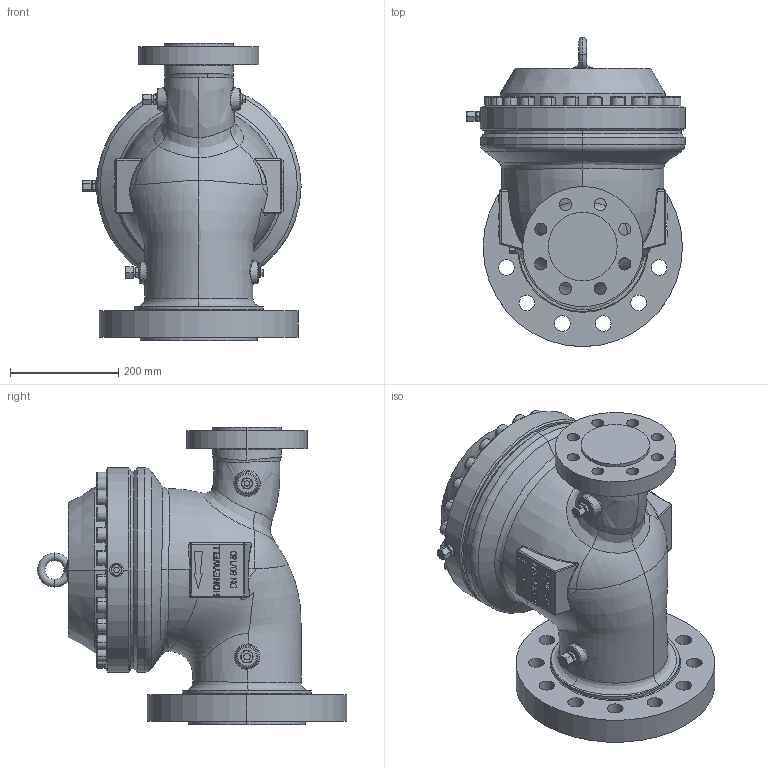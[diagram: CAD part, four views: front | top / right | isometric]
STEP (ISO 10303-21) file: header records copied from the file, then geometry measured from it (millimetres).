
FILE_DESCRIPTION (( 'STEP AP214' ), '1' );
FILE_NAME ('HON502_DN80-150_class600_right_execution.STEP', '2020-01-30T12:13:26', ( '' ), ( '' ), 'SwSTEP 2.0', 'SolidWorks 2017', '' );
FILE_SCHEMA (( 'AUTOMOTIVE_DESIGN' ));
Length unit declared in the file: millimetre
Products named in the file (1): HON502_DN80-150_class600_right_execution
Bounding box: 403 x 571 x 550 mm (x, y, z)
Volume: 40173118.3 mm3; surface area: 1057348 mm2
Topology: 1 solids, 1 shells, 1294 faces, 3133 edges, 1911 vertices
Faces by surface type: plane 729, cylinder 188, cone 163, bspline 134, torus 72, sphere 8
Entity records: 230036 total; most frequent: CARTESIAN_POINT 191893, ORIENTED_EDGE 6162, DIRECTION 5694, EDGE_CURVE 3081, AXIS2_PLACEMENT_3D 1958, VERTEX_POINT 1911, LINE 1778, VECTOR 1778
